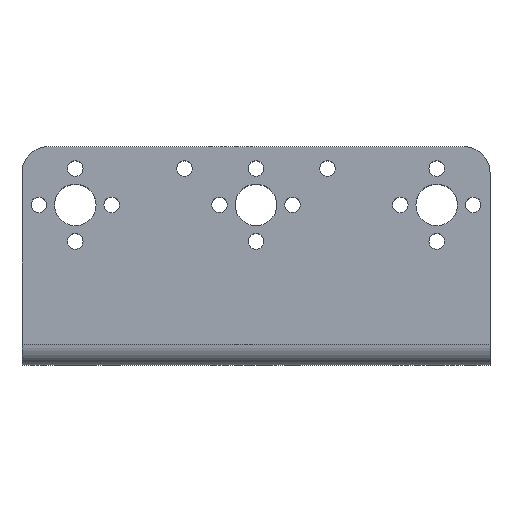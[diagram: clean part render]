
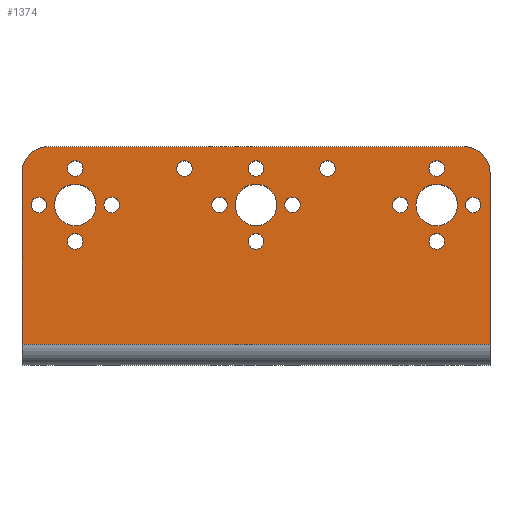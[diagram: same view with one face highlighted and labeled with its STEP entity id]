
A CAD part, top view. The second image highlights one B-rep face of the part: STEP entity #1374.
In plain terms, the highlighted planar face has unit normal (0, 0, 1).
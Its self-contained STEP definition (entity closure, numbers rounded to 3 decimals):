
#20=LINE('',#2262,#60);
#25=LINE('',#2276,#65);
#26=LINE('',#2278,#66);
#27=LINE('',#2282,#67);
#60=VECTOR('',#1889,1000.);
#65=VECTOR('',#1902,1000.);
#66=VECTOR('',#1903,1000.);
#67=VECTOR('',#1906,1000.);
#100=PLANE('',#1551);
#182=FACE_BOUND('',#456,.T.);
#183=FACE_BOUND('',#457,.T.);
#184=FACE_BOUND('',#458,.T.);
#185=FACE_BOUND('',#459,.T.);
#186=FACE_BOUND('',#460,.T.);
#187=FACE_BOUND('',#461,.T.);
#188=FACE_BOUND('',#462,.T.);
#189=FACE_BOUND('',#463,.T.);
#190=FACE_BOUND('',#464,.T.);
#191=FACE_BOUND('',#465,.T.);
#192=FACE_BOUND('',#466,.T.);
#193=FACE_BOUND('',#467,.T.);
#194=FACE_BOUND('',#468,.T.);
#195=FACE_BOUND('',#469,.T.);
#196=FACE_BOUND('',#470,.T.);
#197=FACE_BOUND('',#471,.T.);
#198=FACE_BOUND('',#472,.T.);
#314=FACE_OUTER_BOUND('',#455,.T.);
#455=EDGE_LOOP('',(#1083,#1084,#1085,#1086,#1087,#1088));
#456=EDGE_LOOP('',(#1089));
#457=EDGE_LOOP('',(#1090));
#458=EDGE_LOOP('',(#1091));
#459=EDGE_LOOP('',(#1092));
#460=EDGE_LOOP('',(#1093));
#461=EDGE_LOOP('',(#1094));
#462=EDGE_LOOP('',(#1095));
#463=EDGE_LOOP('',(#1096));
#464=EDGE_LOOP('',(#1097));
#465=EDGE_LOOP('',(#1098));
#466=EDGE_LOOP('',(#1099));
#467=EDGE_LOOP('',(#1100));
#468=EDGE_LOOP('',(#1101));
#469=EDGE_LOOP('',(#1102));
#470=EDGE_LOOP('',(#1103));
#471=EDGE_LOOP('',(#1104));
#472=EDGE_LOOP('',(#1105));
#593=CIRCLE('',#1450,1.5);
#595=CIRCLE('',#1453,1.5);
#599=CIRCLE('',#1459,1.5);
#603=CIRCLE('',#1465,1.5);
#607=CIRCLE('',#1471,1.5);
#613=CIRCLE('',#1480,1.5);
#615=CIRCLE('',#1483,1.5);
#621=CIRCLE('',#1492,1.5);
#623=CIRCLE('',#1495,1.5);
#627=CIRCLE('',#1501,1.5);
#631=CIRCLE('',#1507,1.5);
#637=CIRCLE('',#1516,1.5);
#639=CIRCLE('',#1519,1.5);
#643=CIRCLE('',#1525,1.5);
#647=CIRCLE('',#1531,4.);
#651=CIRCLE('',#1537,4.);
#655=CIRCLE('',#1543,4.);
#660=CIRCLE('',#1552,5.);
#661=CIRCLE('',#1553,5.);
#707=VERTEX_POINT('',#2093);
#709=VERTEX_POINT('',#2098);
#713=VERTEX_POINT('',#2108);
#717=VERTEX_POINT('',#2118);
#721=VERTEX_POINT('',#2128);
#727=VERTEX_POINT('',#2143);
#729=VERTEX_POINT('',#2148);
#735=VERTEX_POINT('',#2163);
#737=VERTEX_POINT('',#2168);
#741=VERTEX_POINT('',#2178);
#745=VERTEX_POINT('',#2188);
#751=VERTEX_POINT('',#2203);
#753=VERTEX_POINT('',#2208);
#757=VERTEX_POINT('',#2218);
#761=VERTEX_POINT('',#2228);
#765=VERTEX_POINT('',#2238);
#769=VERTEX_POINT('',#2248);
#774=VERTEX_POINT('',#2259);
#775=VERTEX_POINT('',#2261);
#780=VERTEX_POINT('',#2275);
#781=VERTEX_POINT('',#2277);
#782=VERTEX_POINT('',#2279);
#783=VERTEX_POINT('',#2281);
#837=EDGE_CURVE('',#707,#707,#593,.T.);
#839=EDGE_CURVE('',#709,#709,#595,.T.);
#843=EDGE_CURVE('',#713,#713,#599,.T.);
#847=EDGE_CURVE('',#717,#717,#603,.T.);
#851=EDGE_CURVE('',#721,#721,#607,.T.);
#857=EDGE_CURVE('',#727,#727,#613,.T.);
#859=EDGE_CURVE('',#729,#729,#615,.T.);
#865=EDGE_CURVE('',#735,#735,#621,.T.);
#867=EDGE_CURVE('',#737,#737,#623,.T.);
#871=EDGE_CURVE('',#741,#741,#627,.T.);
#875=EDGE_CURVE('',#745,#745,#631,.T.);
#881=EDGE_CURVE('',#751,#751,#637,.T.);
#883=EDGE_CURVE('',#753,#753,#639,.T.);
#887=EDGE_CURVE('',#757,#757,#643,.T.);
#891=EDGE_CURVE('',#761,#761,#647,.T.);
#895=EDGE_CURVE('',#765,#765,#651,.T.);
#899=EDGE_CURVE('',#769,#769,#655,.T.);
#904=EDGE_CURVE('',#775,#774,#20,.T.);
#911=EDGE_CURVE('',#774,#780,#25,.T.);
#912=EDGE_CURVE('',#780,#781,#26,.T.);
#913=EDGE_CURVE('',#781,#782,#660,.T.);
#914=EDGE_CURVE('',#782,#783,#27,.T.);
#915=EDGE_CURVE('',#783,#775,#661,.T.);
#1083=ORIENTED_EDGE('',*,*,#911,.T.);
#1084=ORIENTED_EDGE('',*,*,#912,.T.);
#1085=ORIENTED_EDGE('',*,*,#913,.T.);
#1086=ORIENTED_EDGE('',*,*,#914,.T.);
#1087=ORIENTED_EDGE('',*,*,#915,.T.);
#1088=ORIENTED_EDGE('',*,*,#904,.T.);
#1089=ORIENTED_EDGE('',*,*,#837,.F.);
#1090=ORIENTED_EDGE('',*,*,#839,.F.);
#1091=ORIENTED_EDGE('',*,*,#843,.F.);
#1092=ORIENTED_EDGE('',*,*,#847,.F.);
#1093=ORIENTED_EDGE('',*,*,#851,.F.);
#1094=ORIENTED_EDGE('',*,*,#857,.F.);
#1095=ORIENTED_EDGE('',*,*,#859,.F.);
#1096=ORIENTED_EDGE('',*,*,#865,.F.);
#1097=ORIENTED_EDGE('',*,*,#867,.F.);
#1098=ORIENTED_EDGE('',*,*,#871,.F.);
#1099=ORIENTED_EDGE('',*,*,#875,.F.);
#1100=ORIENTED_EDGE('',*,*,#881,.F.);
#1101=ORIENTED_EDGE('',*,*,#883,.F.);
#1102=ORIENTED_EDGE('',*,*,#887,.F.);
#1103=ORIENTED_EDGE('',*,*,#891,.F.);
#1104=ORIENTED_EDGE('',*,*,#895,.F.);
#1105=ORIENTED_EDGE('',*,*,#899,.F.);
#1374=ADVANCED_FACE('',(#314,#182,#183,#184,#185,#186,#187,#188,#189,#190,
#191,#192,#193,#194,#195,#196,#197,#198),#100,.F.);
#1450=AXIS2_PLACEMENT_3D('',#2094,#1691,#1692);
#1453=AXIS2_PLACEMENT_3D('',#2099,#1697,#1698);
#1459=AXIS2_PLACEMENT_3D('',#2109,#1709,#1710);
#1465=AXIS2_PLACEMENT_3D('',#2119,#1721,#1722);
#1471=AXIS2_PLACEMENT_3D('',#2129,#1733,#1734);
#1480=AXIS2_PLACEMENT_3D('',#2144,#1751,#1752);
#1483=AXIS2_PLACEMENT_3D('',#2149,#1757,#1758);
#1492=AXIS2_PLACEMENT_3D('',#2164,#1775,#1776);
#1495=AXIS2_PLACEMENT_3D('',#2169,#1781,#1782);
#1501=AXIS2_PLACEMENT_3D('',#2179,#1793,#1794);
#1507=AXIS2_PLACEMENT_3D('',#2189,#1805,#1806);
#1516=AXIS2_PLACEMENT_3D('',#2204,#1823,#1824);
#1519=AXIS2_PLACEMENT_3D('',#2209,#1829,#1830);
#1525=AXIS2_PLACEMENT_3D('',#2219,#1841,#1842);
#1531=AXIS2_PLACEMENT_3D('',#2229,#1853,#1854);
#1537=AXIS2_PLACEMENT_3D('',#2239,#1865,#1866);
#1543=AXIS2_PLACEMENT_3D('',#2249,#1877,#1878);
#1551=AXIS2_PLACEMENT_3D('',#2274,#1900,#1901);
#1552=AXIS2_PLACEMENT_3D('',#2280,#1904,#1905);
#1553=AXIS2_PLACEMENT_3D('',#2283,#1907,#1908);
#1691=DIRECTION('center_axis',(0.,0.,1.));
#1692=DIRECTION('ref_axis',(1.,0.,0.));
#1697=DIRECTION('center_axis',(0.,0.,1.));
#1698=DIRECTION('ref_axis',(1.,0.,0.));
#1709=DIRECTION('center_axis',(0.,0.,1.));
#1710=DIRECTION('ref_axis',(1.,0.,0.));
#1721=DIRECTION('center_axis',(0.,0.,1.));
#1722=DIRECTION('ref_axis',(1.,0.,0.));
#1733=DIRECTION('center_axis',(0.,0.,1.));
#1734=DIRECTION('ref_axis',(1.,0.,0.));
#1751=DIRECTION('center_axis',(0.,0.,1.));
#1752=DIRECTION('ref_axis',(1.,0.,0.));
#1757=DIRECTION('center_axis',(0.,0.,1.));
#1758=DIRECTION('ref_axis',(1.,0.,0.));
#1775=DIRECTION('center_axis',(0.,0.,1.));
#1776=DIRECTION('ref_axis',(1.,0.,0.));
#1781=DIRECTION('center_axis',(0.,0.,1.));
#1782=DIRECTION('ref_axis',(1.,0.,0.));
#1793=DIRECTION('center_axis',(0.,0.,1.));
#1794=DIRECTION('ref_axis',(1.,0.,0.));
#1805=DIRECTION('center_axis',(0.,0.,1.));
#1806=DIRECTION('ref_axis',(1.,0.,0.));
#1823=DIRECTION('center_axis',(0.,0.,1.));
#1824=DIRECTION('ref_axis',(1.,0.,0.));
#1829=DIRECTION('center_axis',(0.,0.,1.));
#1830=DIRECTION('ref_axis',(1.,0.,0.));
#1841=DIRECTION('center_axis',(0.,0.,1.));
#1842=DIRECTION('ref_axis',(1.,0.,0.));
#1853=DIRECTION('center_axis',(0.,0.,1.));
#1854=DIRECTION('ref_axis',(1.,0.,0.));
#1865=DIRECTION('center_axis',(0.,0.,1.));
#1866=DIRECTION('ref_axis',(1.,0.,0.));
#1877=DIRECTION('center_axis',(0.,0.,1.));
#1878=DIRECTION('ref_axis',(1.,0.,0.));
#1889=DIRECTION('',(0.,-1.,0.));
#1900=DIRECTION('center_axis',(0.,0.,-1.));
#1901=DIRECTION('ref_axis',(-1.,0.,0.));
#1902=DIRECTION('',(1.,0.,0.));
#1903=DIRECTION('',(0.,1.,0.));
#1904=DIRECTION('center_axis',(0.,0.,1.));
#1905=DIRECTION('ref_axis',(-1.,0.,0.));
#1906=DIRECTION('',(-1.,0.,0.));
#1907=DIRECTION('center_axis',(0.,0.,1.));
#1908=DIRECTION('ref_axis',(-1.,0.,0.));
#2093=CARTESIAN_POINT('',(-33.25,37.8,0.));
#2094=CARTESIAN_POINT('Origin',(-34.75,37.8,0.));
#2098=CARTESIAN_POINT('',(-33.25,23.8,0.));
#2099=CARTESIAN_POINT('Origin',(-34.75,23.8,0.));
#2108=CARTESIAN_POINT('',(-26.25,30.8,0.));
#2109=CARTESIAN_POINT('Origin',(-27.75,30.8,0.));
#2118=CARTESIAN_POINT('',(-40.25,30.8,0.));
#2119=CARTESIAN_POINT('Origin',(-41.75,30.8,0.));
#2128=CARTESIAN_POINT('',(1.5,37.8,0.));
#2129=CARTESIAN_POINT('Origin',(0.,37.8,0.));
#2143=CARTESIAN_POINT('',(1.5,23.8,0.));
#2144=CARTESIAN_POINT('Origin',(0.,23.8,0.));
#2148=CARTESIAN_POINT('',(-5.5,30.8,0.));
#2149=CARTESIAN_POINT('Origin',(-7.,30.8,0.));
#2163=CARTESIAN_POINT('',(8.5,30.8,0.));
#2164=CARTESIAN_POINT('Origin',(7.,30.8,0.));
#2168=CARTESIAN_POINT('',(36.25,37.8,0.));
#2169=CARTESIAN_POINT('Origin',(34.75,37.8,0.));
#2178=CARTESIAN_POINT('',(36.25,23.8,0.));
#2179=CARTESIAN_POINT('Origin',(34.75,23.8,0.));
#2188=CARTESIAN_POINT('',(43.25,30.8,0.));
#2189=CARTESIAN_POINT('Origin',(41.75,30.8,0.));
#2203=CARTESIAN_POINT('',(29.25,30.8,0.));
#2204=CARTESIAN_POINT('Origin',(27.75,30.8,0.));
#2208=CARTESIAN_POINT('',(-12.25,37.8,0.));
#2209=CARTESIAN_POINT('Origin',(-13.75,37.8,0.));
#2218=CARTESIAN_POINT('',(15.25,37.8,0.));
#2219=CARTESIAN_POINT('Origin',(13.75,37.8,0.));
#2228=CARTESIAN_POINT('',(38.75,30.8,0.));
#2229=CARTESIAN_POINT('Origin',(34.75,30.8,0.));
#2238=CARTESIAN_POINT('',(4.,30.8,0.));
#2239=CARTESIAN_POINT('Origin',(0.,30.8,0.));
#2248=CARTESIAN_POINT('',(-30.75,30.8,0.));
#2249=CARTESIAN_POINT('Origin',(-34.75,30.8,0.));
#2259=CARTESIAN_POINT('',(-45.,4.,0.));
#2261=CARTESIAN_POINT('',(-45.,37.,0.));
#2262=CARTESIAN_POINT('',(-45.,0.,0.));
#2274=CARTESIAN_POINT('Origin',(-40.,37.,0.));
#2275=CARTESIAN_POINT('',(45.,4.,0.));
#2276=CARTESIAN_POINT('',(-45.,4.,0.));
#2277=CARTESIAN_POINT('',(45.,37.,0.));
#2278=CARTESIAN_POINT('',(45.,0.,0.));
#2279=CARTESIAN_POINT('',(40.,42.,0.));
#2280=CARTESIAN_POINT('Origin',(40.,37.,0.));
#2281=CARTESIAN_POINT('',(-40.,42.,0.));
#2282=CARTESIAN_POINT('',(-40.,42.,0.));
#2283=CARTESIAN_POINT('Origin',(-40.,37.,0.));
